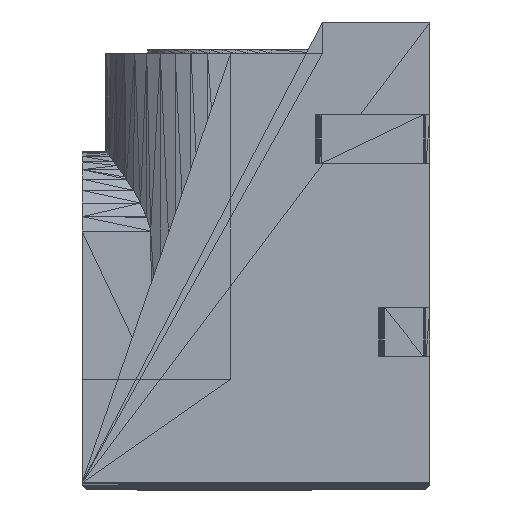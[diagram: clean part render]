
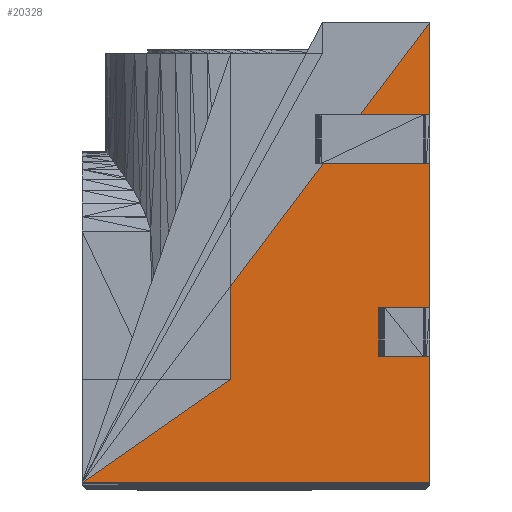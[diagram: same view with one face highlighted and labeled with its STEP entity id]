
A CAD part, left-side view. The second image highlights one B-rep face of the part: STEP entity #20328.
In plain terms, the highlighted planar face has unit normal (-1, 0, 0).
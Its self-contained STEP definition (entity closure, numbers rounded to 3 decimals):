
#1172=FACE_OUTER_BOUND('',#2908,.T.);
#2908=EDGE_LOOP('',(#15662,#15663,#15664));
#5219=LINE('',#32209,#7831);
#5220=LINE('',#32212,#7832);
#5221=LINE('',#32213,#7833);
#7831=VECTOR('',#26690,10.);
#7832=VECTOR('',#26693,10.);
#7833=VECTOR('',#26694,10.);
#9297=VERTEX_POINT('',#32181);
#9299=VERTEX_POINT('',#32193);
#9302=VERTEX_POINT('',#32211);
#11331=EDGE_CURVE('',#9299,#9297,#5219,.T.);
#11332=EDGE_CURVE('',#9302,#9297,#5220,.T.);
#11333=EDGE_CURVE('',#9302,#9299,#5221,.T.);
#15662=ORIENTED_EDGE('',*,*,#11331,.T.);
#15663=ORIENTED_EDGE('',*,*,#11332,.F.);
#15664=ORIENTED_EDGE('',*,*,#11333,.T.);
#18592=PLANE('',#22083);
#20328=ADVANCED_FACE('',(#1172),#18592,.T.);
#22083=AXIS2_PLACEMENT_3D('',#32210,#26691,#26692);
#26690=DIRECTION('',(0.,-1.,0.));
#26691=DIRECTION('center_axis',(-1.,0.,
0.));
#26692=DIRECTION('ref_axis',(0.,0.,1.));
#26693=DIRECTION('',(0.,0.,-1.));
#26694=DIRECTION('',(0.,0.603,-0.798));
#32181=CARTESIAN_POINT('',(-45.067,4.264,-65.876));
#32193=CARTESIAN_POINT('',(-45.067,114.249,-65.876));
#32209=CARTESIAN_POINT('',(-45.067,114.249,-65.876));
#32210=CARTESIAN_POINT('Origin',(-45.075,4.257,79.82));
#32211=CARTESIAN_POINT('',(-45.075,4.257,79.82));
#32212=CARTESIAN_POINT('',(-45.075,4.257,79.82));
#32213=CARTESIAN_POINT('',(-45.075,4.257,79.82));
